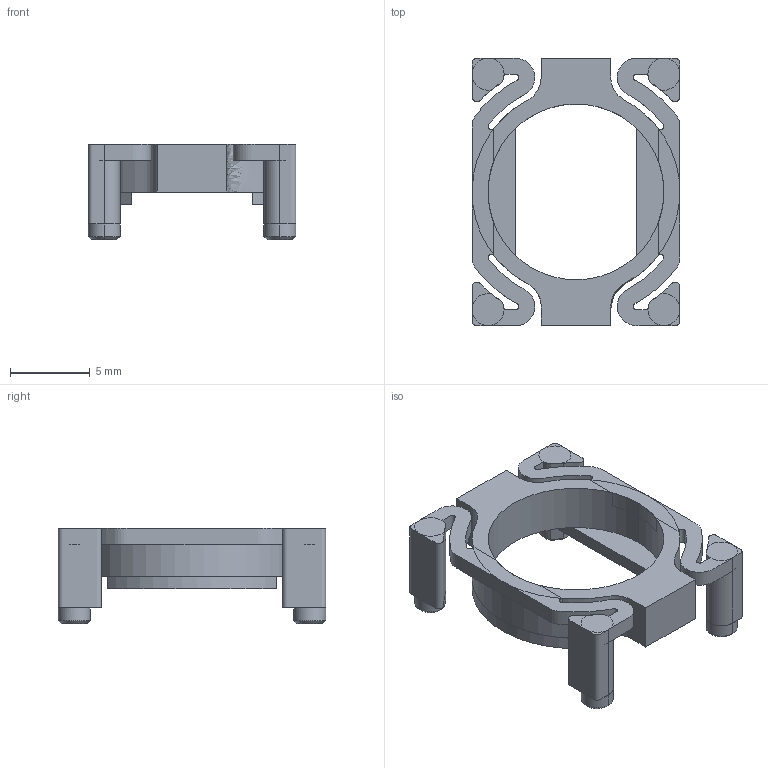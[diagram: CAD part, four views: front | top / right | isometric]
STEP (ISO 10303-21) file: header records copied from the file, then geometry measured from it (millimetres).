
FILE_DESCRIPTION(/* description */ (''),/* implementation_level */ '2;1');
FILE_NAME(/* name */ 'encoder_main',/* time_stamp */ '2025-05-04T07:37:02+02:00',/* author */ (''),/* organization */ (''),/* preprocessor_version */ 'ST-DEVELOPER v10',/* originating_system */ '',/* authorisation */ '');
FILE_SCHEMA (('CONFIG_CONTROL_DESIGN'));
Length unit declared in the file: millimetre
Products named in the file (1): 1
Bounding box: 13 x 16.73 x 6 mm (x, y, z)
Volume: 379.3 mm3; surface area: 969.3 mm2
Topology: 13 solids, 13 shells, 89 faces, 177 edges, 114 vertices
Faces by surface type: bspline 55, plane 34
Entity records: 3389 total; most frequent: CARTESIAN_POINT 2140, ORIENTED_EDGE 354, EDGE_CURVE 177, VERTEX_POINT 114, B_SPLINE_CURVE_WITH_KNOTS 103, EDGE_LOOP 91, ADVANCED_FACE 89, FACE_OUTER_BOUND 89
